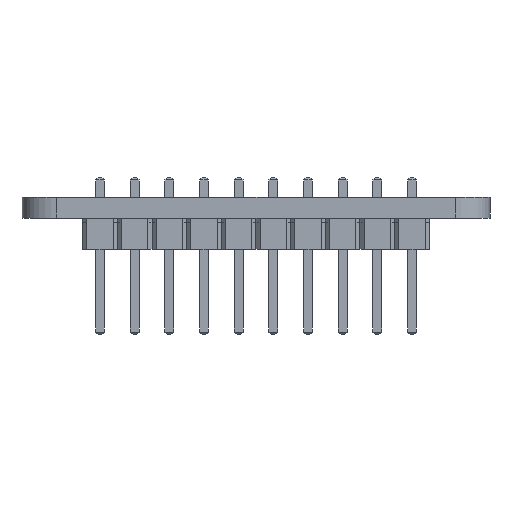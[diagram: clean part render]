
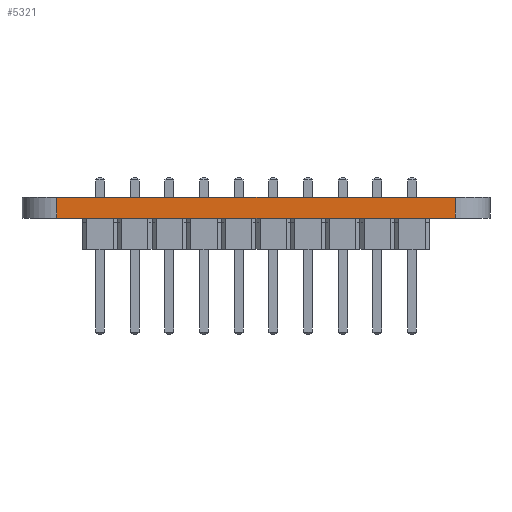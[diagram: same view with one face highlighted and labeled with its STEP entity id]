
A CAD part, left-side view. The second image highlights one B-rep face of the part: STEP entity #5321.
In plain terms, the highlighted planar face has unit normal (-1, 0, 0).
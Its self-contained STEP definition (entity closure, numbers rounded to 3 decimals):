
#55 = PLANE('',#56);
#56 = AXIS2_PLACEMENT_3D('',#57,#58,#59);
#57 = CARTESIAN_POINT('',(27.94,17.145,6.));
#58 = DIRECTION('',(0.,0.,1.));
#59 = DIRECTION('',(0.,-1.,0.));
#111 = PLANE('',#112);
#112 = AXIS2_PLACEMENT_3D('',#113,#114,#115);
#113 = CARTESIAN_POINT('',(27.94,17.145,7.524));
#114 = DIRECTION('',(0.,0.,1.));
#115 = DIRECTION('',(0.,-1.,0.));
#206 = VERTEX_POINT('',#207);
#207 = CARTESIAN_POINT('',(-27.94,14.605,6.));
#226 = CYLINDRICAL_SURFACE('',#227,2.54);
#227 = AXIS2_PLACEMENT_3D('',#228,#229,#230);
#228 = CARTESIAN_POINT('',(-25.4,14.605,6.));
#229 = DIRECTION('',(0.,0.,1.));
#230 = DIRECTION('',(-1.,0.,0.));
#238 = EDGE_CURVE('',#239,#206,#241,.T.);
#239 = VERTEX_POINT('',#240);
#240 = CARTESIAN_POINT('',(-27.94,-14.605,6.));
#241 = SURFACE_CURVE('',#242,(#246,#253),.PCURVE_S1.);
#242 = LINE('',#243,#244);
#243 = CARTESIAN_POINT('',(-27.94,-17.145,6.));
#244 = VECTOR('',#245,1.);
#245 = DIRECTION('',(0.,1.,0.));
#246 = PCURVE('',#55,#247);
#247 = DEFINITIONAL_REPRESENTATION('',(#248),#252);
#248 = LINE('',#249,#250);
#249 = CARTESIAN_POINT('',(34.29,-55.88));
#250 = VECTOR('',#251,1.);
#251 = DIRECTION('',(-1.,0.));
#252 = ( GEOMETRIC_REPRESENTATION_CONTEXT(2) 
PARAMETRIC_REPRESENTATION_CONTEXT() REPRESENTATION_CONTEXT('2D SPACE',''
  ) );
#253 = PCURVE('',#254,#259);
#254 = PLANE('',#255);
#255 = AXIS2_PLACEMENT_3D('',#256,#257,#258);
#256 = CARTESIAN_POINT('',(-27.94,-17.145,6.));
#257 = DIRECTION('',(-1.,0.,0.));
#258 = DIRECTION('',(0.,1.,0.));
#259 = DEFINITIONAL_REPRESENTATION('',(#260),#264);
#260 = LINE('',#261,#262);
#261 = CARTESIAN_POINT('',(0.,-0.));
#262 = VECTOR('',#263,1.);
#263 = DIRECTION('',(1.,0.));
#264 = ( GEOMETRIC_REPRESENTATION_CONTEXT(2) 
PARAMETRIC_REPRESENTATION_CONTEXT() REPRESENTATION_CONTEXT('2D SPACE',''
  ) );
#287 = CYLINDRICAL_SURFACE('',#288,2.54);
#288 = AXIS2_PLACEMENT_3D('',#289,#290,#291);
#289 = CARTESIAN_POINT('',(-25.4,-14.605,6.));
#290 = DIRECTION('',(0.,0.,1.));
#291 = DIRECTION('',(0.,-1.,0.));
#3896 = VERTEX_POINT('',#3897);
#3897 = CARTESIAN_POINT('',(-27.94,14.605,7.524));
#3923 = EDGE_CURVE('',#3924,#3896,#3926,.T.);
#3924 = VERTEX_POINT('',#3925);
#3925 = CARTESIAN_POINT('',(-27.94,-14.605,7.524));
#3926 = SURFACE_CURVE('',#3927,(#3931,#3938),.PCURVE_S1.);
#3927 = LINE('',#3928,#3929);
#3928 = CARTESIAN_POINT('',(-27.94,-17.145,7.524));
#3929 = VECTOR('',#3930,1.);
#3930 = DIRECTION('',(0.,1.,0.));
#3931 = PCURVE('',#111,#3932);
#3932 = DEFINITIONAL_REPRESENTATION('',(#3933),#3937);
#3933 = LINE('',#3934,#3935);
#3934 = CARTESIAN_POINT('',(34.29,-55.88));
#3935 = VECTOR('',#3936,1.);
#3936 = DIRECTION('',(-1.,0.));
#3937 = ( GEOMETRIC_REPRESENTATION_CONTEXT(2) 
PARAMETRIC_REPRESENTATION_CONTEXT() REPRESENTATION_CONTEXT('2D SPACE',''
  ) );
#3938 = PCURVE('',#254,#3939);
#3939 = DEFINITIONAL_REPRESENTATION('',(#3940),#3944);
#3940 = LINE('',#3941,#3942);
#3941 = CARTESIAN_POINT('',(0.,-1.524));
#3942 = VECTOR('',#3943,1.);
#3943 = DIRECTION('',(1.,0.));
#3944 = ( GEOMETRIC_REPRESENTATION_CONTEXT(2) 
PARAMETRIC_REPRESENTATION_CONTEXT() REPRESENTATION_CONTEXT('2D SPACE',''
  ) );
#5271 = EDGE_CURVE('',#206,#3896,#5272,.T.);
#5272 = SURFACE_CURVE('',#5273,(#5277,#5284),.PCURVE_S1.);
#5273 = LINE('',#5274,#5275);
#5274 = CARTESIAN_POINT('',(-27.94,14.605,6.));
#5275 = VECTOR('',#5276,1.);
#5276 = DIRECTION('',(0.,0.,1.));
#5277 = PCURVE('',#226,#5278);
#5278 = DEFINITIONAL_REPRESENTATION('',(#5279),#5283);
#5279 = LINE('',#5280,#5281);
#5280 = CARTESIAN_POINT('',(6.283,0.));
#5281 = VECTOR('',#5282,1.);
#5282 = DIRECTION('',(-0.,1.));
#5283 = ( GEOMETRIC_REPRESENTATION_CONTEXT(2) 
PARAMETRIC_REPRESENTATION_CONTEXT() REPRESENTATION_CONTEXT('2D SPACE',''
  ) );
#5284 = PCURVE('',#254,#5285);
#5285 = DEFINITIONAL_REPRESENTATION('',(#5286),#5290);
#5286 = LINE('',#5287,#5288);
#5287 = CARTESIAN_POINT('',(31.75,0.));
#5288 = VECTOR('',#5289,1.);
#5289 = DIRECTION('',(0.,-1.));
#5290 = ( GEOMETRIC_REPRESENTATION_CONTEXT(2) 
PARAMETRIC_REPRESENTATION_CONTEXT() REPRESENTATION_CONTEXT('2D SPACE',''
  ) );
#5300 = EDGE_CURVE('',#239,#3924,#5301,.T.);
#5301 = SURFACE_CURVE('',#5302,(#5306,#5313),.PCURVE_S1.);
#5302 = LINE('',#5303,#5304);
#5303 = CARTESIAN_POINT('',(-27.94,-14.605,6.));
#5304 = VECTOR('',#5305,1.);
#5305 = DIRECTION('',(0.,0.,1.));
#5306 = PCURVE('',#287,#5307);
#5307 = DEFINITIONAL_REPRESENTATION('',(#5308),#5312);
#5308 = LINE('',#5309,#5310);
#5309 = CARTESIAN_POINT('',(4.712,0.));
#5310 = VECTOR('',#5311,1.);
#5311 = DIRECTION('',(-0.,1.));
#5312 = ( GEOMETRIC_REPRESENTATION_CONTEXT(2) 
PARAMETRIC_REPRESENTATION_CONTEXT() REPRESENTATION_CONTEXT('2D SPACE',''
  ) );
#5313 = PCURVE('',#254,#5314);
#5314 = DEFINITIONAL_REPRESENTATION('',(#5315),#5319);
#5315 = LINE('',#5316,#5317);
#5316 = CARTESIAN_POINT('',(2.54,0.));
#5317 = VECTOR('',#5318,1.);
#5318 = DIRECTION('',(0.,-1.));
#5319 = ( GEOMETRIC_REPRESENTATION_CONTEXT(2) 
PARAMETRIC_REPRESENTATION_CONTEXT() REPRESENTATION_CONTEXT('2D SPACE',''
  ) );
#5321 = ADVANCED_FACE('',(#5322),#254,.T.);
#5322 = FACE_BOUND('',#5323,.T.);
#5323 = EDGE_LOOP('',(#5324,#5325,#5326,#5327));
#5324 = ORIENTED_EDGE('',*,*,#238,.F.);
#5325 = ORIENTED_EDGE('',*,*,#5300,.T.);
#5326 = ORIENTED_EDGE('',*,*,#3923,.T.);
#5327 = ORIENTED_EDGE('',*,*,#5271,.F.);
